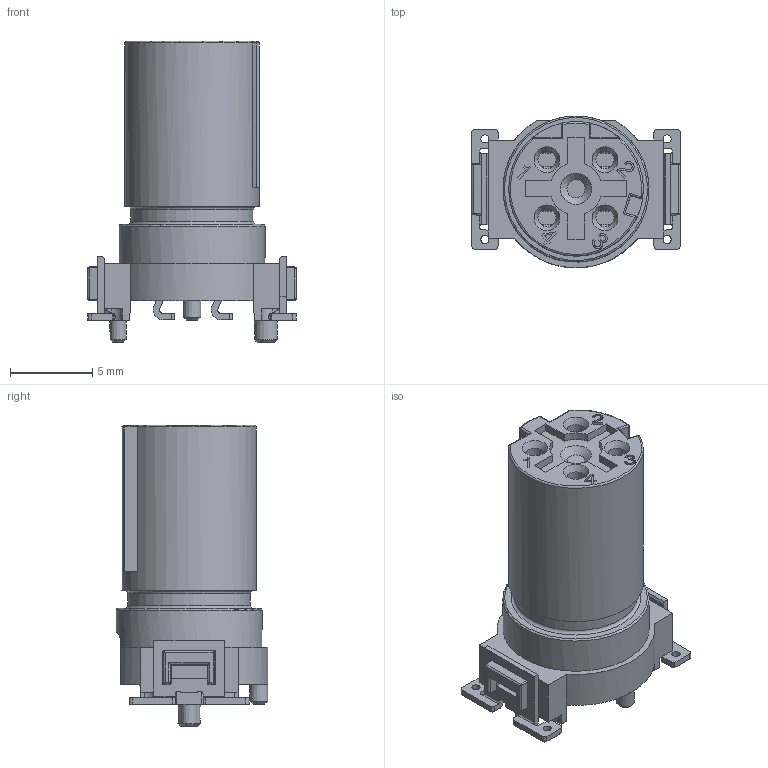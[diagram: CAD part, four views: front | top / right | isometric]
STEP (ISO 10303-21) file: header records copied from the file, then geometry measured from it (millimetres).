
FILE_DESCRIPTION(/* description */ (''),/* implementation_level */ '2;1');
FILE_NAME(/* name */ 'Kunden_42-2 50 13 4 10-E17-BG_01.stp',/* time_stamp */ '2024-07-30T12:16:34+02:00',/* author */ (''),/* organization */ (''),/* preprocessor_version */ 'ST-DEVELOPER v19.4',/* originating_system */ 'SIEMENS PLM Software NX2212.7001',/* authorisation */ '');
FILE_SCHEMA (('AUTOMOTIVE_DESIGN { 1 0 10303 214 3 1 1 1 }'));
Length unit declared in the file: millimetre
Products named in the file (1): Kunden_42-2 50 13 4 10-E17-BG_01_objects
Bounding box: 12.7 x 9.25 x 18.35 mm (x, y, z)
Volume: 943.9 mm3; surface area: 1329.2 mm2
Topology: 7 solids, 7 shells, 776 faces, 1995 edges, 1253 vertices
Faces by surface type: plane 396, cylinder 202, cone 69, bspline 52, torus 30, extrusion 21, sphere 6
Full cylindrical faces by diameter (mm): 0.5 x4, 1.1 x4, 1.9 x4, 7.5 x1, 8.2 x1, 8.9 x1
Entity records: 26244 total; most frequent: CARTESIAN_POINT 7559, ORIENTED_EDGE 3880, DIRECTION 3492, EDGE_CURVE 1940, VERTEX_POINT 1228, VECTOR 1186, LINE 1165, AXIS2_PLACEMENT_3D 1153
